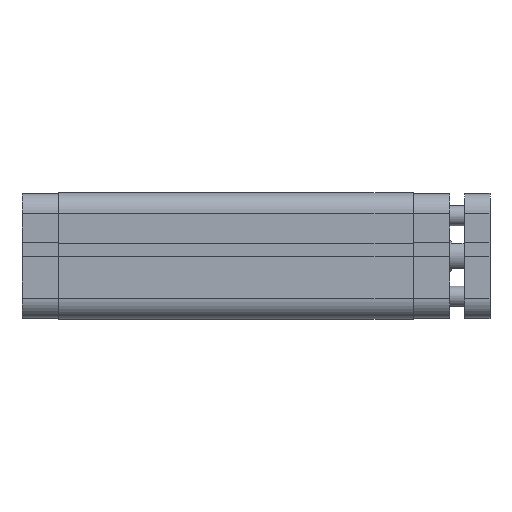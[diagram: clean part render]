
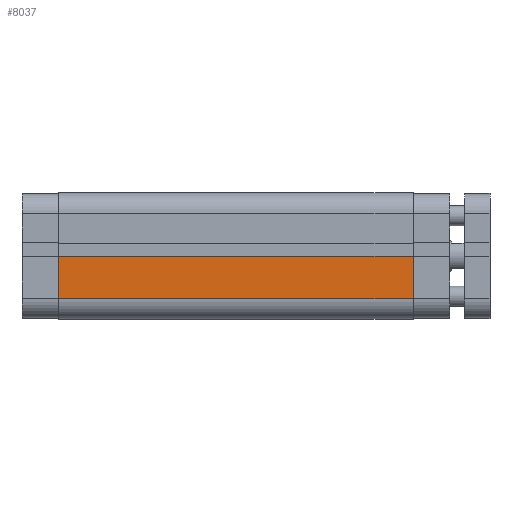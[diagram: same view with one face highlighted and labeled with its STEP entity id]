
A CAD part, top view. The second image highlights one B-rep face of the part: STEP entity #8037.
In plain terms, the highlighted face is planar.
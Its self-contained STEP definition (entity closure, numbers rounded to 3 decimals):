
#1323 = VERTEX_POINT ( 'NONE', #1727 ) ;
#1337 = VERTEX_POINT ( 'NONE', #1741 ) ;
#1359 = VERTEX_POINT ( 'NONE', #1763 ) ;
#1405 = VERTEX_POINT ( 'NONE', #1809 ) ;
#1727 = CARTESIAN_POINT ( 'NONE',  ( 17., -25., 140.5 ) ) ;
#1741 = CARTESIAN_POINT ( 'NONE',  ( 0.1, -25., 140.5 ) ) ;
#1763 = CARTESIAN_POINT ( 'NONE',  ( 0.1, -25., 0. ) ) ;
#1809 = CARTESIAN_POINT ( 'NONE',  ( 17., -25., 0. ) ) ;
#2589 = ORIENTED_EDGE ( 'NONE', *, *, #3221, .F. ) ;
#2604 = ORIENTED_EDGE ( 'NONE', *, *, #3228, .F. ) ;
#2630 = ORIENTED_EDGE ( 'NONE', *, *, #3229, .T. ) ;
#2636 = ORIENTED_EDGE ( 'NONE', *, *, #3225, .T. ) ;
#3221 = EDGE_CURVE ( 'NONE', #1337, #1323, #4598, .T. ) ;
#3225 = EDGE_CURVE ( 'NONE', #1337, #1359, #4589, .T. ) ;
#3228 = EDGE_CURVE ( 'NONE', #1323, #1405, #4595, .T. ) ;
#3229 = EDGE_CURVE ( 'NONE', #1359, #1405, #4604, .T. ) ;
#3818 = AXIS2_PLACEMENT_3D ( 'NONE', #6251, #6257, #6258 ) ;
#4583 = VECTOR ( 'NONE', #5359, 1000. ) ;
#4589 = LINE ( 'NONE', #5358, #4583 ) ;
#4595 = LINE ( 'NONE', #5360, #4611 ) ;
#4598 = LINE ( 'NONE', #5350, #4599 ) ;
#4599 = VECTOR ( 'NONE', #5351, 1000. ) ;
#4604 = LINE ( 'NONE', #5364, #4613 ) ;
#4611 = VECTOR ( 'NONE', #5366, 1000. ) ;
#4613 = VECTOR ( 'NONE', #5368, 1000. ) ;
#5350 = CARTESIAN_POINT ( 'NONE',  ( 0., -25., 140.5 ) ) ;
#5351 = DIRECTION ( 'NONE',  ( 1., 0., 0. ) ) ;
#5358 = CARTESIAN_POINT ( 'NONE',  ( 0.1, -25., 140.5 ) ) ;
#5359 = DIRECTION ( 'NONE',  ( 0., 0., -1. ) ) ;
#5360 = CARTESIAN_POINT ( 'NONE',  ( 17., -25., 140.5 ) ) ;
#5364 = CARTESIAN_POINT ( 'NONE',  ( 0., -25., 0. ) ) ;
#5366 = DIRECTION ( 'NONE',  ( 0., 0., -1. ) ) ;
#5368 = DIRECTION ( 'NONE',  ( 1., 0., 0. ) ) ;
#6248 = PLANE ( 'NONE',  #3818 ) ;
#6251 = CARTESIAN_POINT ( 'NONE',  ( 0., -25., 140.5 ) ) ;
#6257 = DIRECTION ( 'NONE',  ( 0., 1., 0. ) ) ;
#6258 = DIRECTION ( 'NONE',  ( -1., 0., 0. ) ) ;
#6425 = FACE_OUTER_BOUND ( 'NONE', #8473, .T. ) ;
#8037 = ADVANCED_FACE ( 'NONE', ( #6425 ), #6248, .F. ) ;
#8473 = EDGE_LOOP ( 'NONE', ( #2630, #2604, #2589, #2636 ) ) ;
